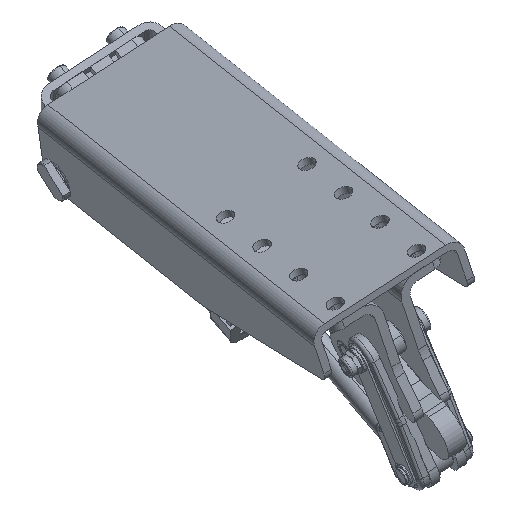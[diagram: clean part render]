
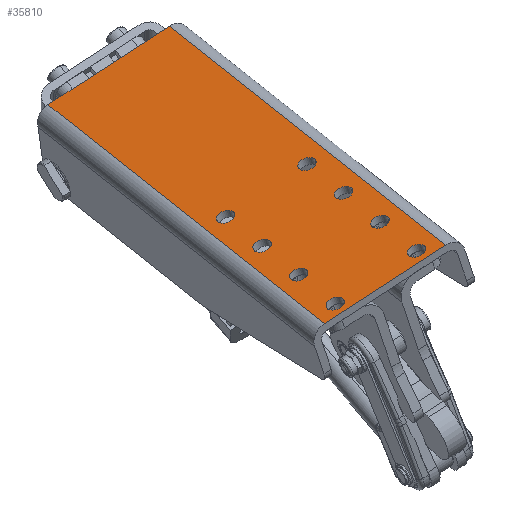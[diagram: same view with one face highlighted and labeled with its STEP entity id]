
A CAD part, top view. The second image highlights one B-rep face of the part: STEP entity #35810.
In plain terms, the highlighted planar face has unit normal (-0.253, 0.738, 0.626).
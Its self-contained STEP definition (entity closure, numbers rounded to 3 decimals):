
#13615=CARTESIAN_POINT('',(166.728,49.645,-176.281));
#13616=VERTEX_POINT('',#13615);
#13625=CARTESIAN_POINT('',(173.548,54.077,-178.749));
#13626=VERTEX_POINT('',#13625);
#13627=CARTESIAN_POINT('',(170.138,51.861,-177.515));
#13628=DIRECTION('',(0.253,-0.737,-0.626));
#13629=DIRECTION('',(-0.802,-0.521,0.29));
#13630=AXIS2_PLACEMENT_3D('',#13627,#13628,#13629);
#13631=CIRCLE('',#13630,4.25);
#13632=EDGE_CURVE('',#13626,#13616,#13631,.T.);
#13678=CARTESIAN_POINT('',(202.837,73.109,-189.344));
#13679=VERTEX_POINT('',#13678);
#13688=CARTESIAN_POINT('',(209.657,77.54,-191.811));
#13689=VERTEX_POINT('',#13688);
#13690=CARTESIAN_POINT('',(206.247,75.325,-190.578));
#13691=DIRECTION('',(0.253,-0.737,-0.626));
#13692=DIRECTION('',(-0.802,-0.521,0.29));
#13693=AXIS2_PLACEMENT_3D('',#13690,#13691,#13692);
#13694=CIRCLE('',#13693,4.25);
#13695=EDGE_CURVE('',#13689,#13679,#13694,.T.);
#13741=CARTESIAN_POINT('',(182.948,36.767,-154.578));
#13742=VERTEX_POINT('',#13741);
#13751=CARTESIAN_POINT('',(189.768,41.199,-157.045));
#13752=VERTEX_POINT('',#13751);
#13753=CARTESIAN_POINT('',(186.358,38.983,-155.811));
#13754=DIRECTION('',(0.253,-0.737,-0.626));
#13755=DIRECTION('',(-0.802,-0.521,0.29));
#13756=AXIS2_PLACEMENT_3D('',#13753,#13754,#13755);
#13757=CIRCLE('',#13756,4.25);
#13758=EDGE_CURVE('',#13752,#13742,#13757,.T.);
#13804=CARTESIAN_POINT('',(219.057,60.23,-167.64));
#13805=VERTEX_POINT('',#13804);
#13814=CARTESIAN_POINT('',(225.877,64.662,-170.108));
#13815=VERTEX_POINT('',#13814);
#13816=CARTESIAN_POINT('',(222.467,62.446,-168.874));
#13817=DIRECTION('',(0.253,-0.737,-0.626));
#13818=DIRECTION('',(-0.802,-0.521,0.29));
#13819=AXIS2_PLACEMENT_3D('',#13816,#13817,#13818);
#13820=CIRCLE('',#13819,4.25);
#13821=EDGE_CURVE('',#13815,#13805,#13820,.T.);
#13867=CARTESIAN_POINT('',(199.168,23.888,-132.874));
#13868=VERTEX_POINT('',#13867);
#13877=CARTESIAN_POINT('',(205.988,28.32,-135.341));
#13878=VERTEX_POINT('',#13877);
#13879=CARTESIAN_POINT('',(202.578,26.104,-134.108));
#13880=DIRECTION('',(0.253,-0.737,-0.626));
#13881=DIRECTION('',(-0.802,-0.521,0.29));
#13882=AXIS2_PLACEMENT_3D('',#13879,#13880,#13881);
#13883=CIRCLE('',#13882,4.25);
#13884=EDGE_CURVE('',#13878,#13868,#13883,.T.);
#13939=CARTESIAN_POINT('',(235.277,47.351,-145.937));
#13940=VERTEX_POINT('',#13939);
#13949=CARTESIAN_POINT('',(242.097,51.783,-148.404));
#13950=VERTEX_POINT('',#13949);
#13951=CARTESIAN_POINT('',(238.687,49.567,-147.17));
#13952=DIRECTION('',(0.253,-0.737,-0.626));
#13953=DIRECTION('',(-0.802,-0.521,0.29));
#13954=AXIS2_PLACEMENT_3D('',#13951,#13952,#13953);
#13955=CIRCLE('',#13954,4.25);
#13956=EDGE_CURVE('',#13950,#13940,#13955,.T.);
#14011=CARTESIAN_POINT('',(215.388,11.009,-111.17));
#14012=VERTEX_POINT('',#14011);
#14021=CARTESIAN_POINT('',(222.208,15.441,-113.638));
#14022=VERTEX_POINT('',#14021);
#14023=CARTESIAN_POINT('',(218.798,13.225,-112.404));
#14024=DIRECTION('',(0.253,-0.737,-0.626));
#14025=DIRECTION('',(-0.802,-0.521,0.29));
#14026=AXIS2_PLACEMENT_3D('',#14023,#14024,#14025);
#14027=CIRCLE('',#14026,4.25);
#14028=EDGE_CURVE('',#14022,#14012,#14027,.T.);
#14083=CARTESIAN_POINT('',(251.497,34.472,-124.233));
#14084=VERTEX_POINT('',#14083);
#14093=CARTESIAN_POINT('',(258.317,38.904,-126.7));
#14094=VERTEX_POINT('',#14093);
#14095=CARTESIAN_POINT('',(254.907,36.688,-125.467));
#14096=DIRECTION('',(0.253,-0.737,-0.626));
#14097=DIRECTION('',(-0.802,-0.521,0.29));
#14098=AXIS2_PLACEMENT_3D('',#14095,#14096,#14097);
#14099=CIRCLE('',#14098,4.25);
#14100=EDGE_CURVE('',#14094,#14084,#14099,.T.);
#35608=CARTESIAN_POINT('',(267.788,39.204,-123.234));
#35609=VERTEX_POINT('',#35608);
#35617=CARTESIAN_POINT('',(214.026,4.27,-103.785));
#35618=VERTEX_POINT('',#35617);
#35619=CARTESIAN_POINT('',(267.788,39.204,-123.234));
#35620=DIRECTION('',(-0.802,-0.521,0.29));
#35621=VECTOR('',#35620,67.);
#35622=LINE('',#35619,#35621);
#35623=EDGE_CURVE('',#35609,#35618,#35622,.T.);
#35650=CARTESIAN_POINT('',(145.011,136.691,-287.521));
#35651=VERTEX_POINT('',#35650);
#35659=CARTESIAN_POINT('',(267.788,39.204,-123.234));
#35660=DIRECTION('',(-0.541,0.429,-0.723));
#35661=VECTOR('',#35660,227.087);
#35662=LINE('',#35659,#35661);
#35663=EDGE_CURVE('',#35609,#35651,#35662,.T.);
#35707=CARTESIAN_POINT('',(176.028,73.252,-200.324));
#35708=DIRECTION('',(0.253,-0.737,-0.626));
#35709=DIRECTION('',(-0.802,-0.521,0.29));
#35710=AXIS2_PLACEMENT_3D('',#35707,#35708,#35709);
#35711=PLANE('',#35710);
#35712=CARTESIAN_POINT('',(91.249,101.757,-268.072));
#35713=VERTEX_POINT('',#35712);
#35714=CARTESIAN_POINT('',(145.011,136.691,-287.521));
#35715=DIRECTION('',(-0.802,-0.521,0.29));
#35716=VECTOR('',#35715,67.);
#35717=LINE('',#35714,#35716);
#35718=EDGE_CURVE('',#35651,#35713,#35717,.T.);
#35719=ORIENTED_EDGE('',*,*,#35718,.T.);
#35720=CARTESIAN_POINT('',(91.249,101.757,-268.072));
#35721=DIRECTION('',(0.541,-0.429,0.723));
#35722=VECTOR('',#35721,227.087);
#35723=LINE('',#35720,#35722);
#35724=EDGE_CURVE('',#35713,#35618,#35723,.T.);
#35725=ORIENTED_EDGE('',*,*,#35724,.T.);
#35726=ORIENTED_EDGE('',*,*,#35623,.F.);
#35727=ORIENTED_EDGE('',*,*,#35663,.T.);
#35728=EDGE_LOOP('',(#35719,#35725,#35726,#35727));
#35729=FACE_OUTER_BOUND('',#35728,.T.);
#35730=ORIENTED_EDGE('',*,*,#13632,.T.);
#35731=CARTESIAN_POINT('',(170.138,51.861,-177.515));
#35732=DIRECTION('',(0.253,-0.737,-0.626));
#35733=DIRECTION('',(-0.802,-0.521,0.29));
#35734=AXIS2_PLACEMENT_3D('',#35731,#35732,#35733);
#35735=CIRCLE('',#35734,4.25);
#35736=EDGE_CURVE('',#13616,#13626,#35735,.T.);
#35737=ORIENTED_EDGE('',*,*,#35736,.T.);
#35738=EDGE_LOOP('',(#35730,#35737));
#35739=FACE_BOUND('',#35738,.T.);
#35740=ORIENTED_EDGE('',*,*,#13695,.T.);
#35741=CARTESIAN_POINT('',(206.247,75.325,-190.578));
#35742=DIRECTION('',(0.253,-0.737,-0.626));
#35743=DIRECTION('',(-0.802,-0.521,0.29));
#35744=AXIS2_PLACEMENT_3D('',#35741,#35742,#35743);
#35745=CIRCLE('',#35744,4.25);
#35746=EDGE_CURVE('',#13679,#13689,#35745,.T.);
#35747=ORIENTED_EDGE('',*,*,#35746,.T.);
#35748=EDGE_LOOP('',(#35740,#35747));
#35749=FACE_BOUND('',#35748,.T.);
#35750=ORIENTED_EDGE('',*,*,#13758,.T.);
#35751=CARTESIAN_POINT('',(186.358,38.983,-155.811));
#35752=DIRECTION('',(0.253,-0.737,-0.626));
#35753=DIRECTION('',(-0.802,-0.521,0.29));
#35754=AXIS2_PLACEMENT_3D('',#35751,#35752,#35753);
#35755=CIRCLE('',#35754,4.25);
#35756=EDGE_CURVE('',#13742,#13752,#35755,.T.);
#35757=ORIENTED_EDGE('',*,*,#35756,.T.);
#35758=EDGE_LOOP('',(#35750,#35757));
#35759=FACE_BOUND('',#35758,.T.);
#35760=ORIENTED_EDGE('',*,*,#13821,.T.);
#35761=CARTESIAN_POINT('',(222.467,62.446,-168.874));
#35762=DIRECTION('',(0.253,-0.737,-0.626));
#35763=DIRECTION('',(-0.802,-0.521,0.29));
#35764=AXIS2_PLACEMENT_3D('',#35761,#35762,#35763);
#35765=CIRCLE('',#35764,4.25);
#35766=EDGE_CURVE('',#13805,#13815,#35765,.T.);
#35767=ORIENTED_EDGE('',*,*,#35766,.T.);
#35768=EDGE_LOOP('',(#35760,#35767));
#35769=FACE_BOUND('',#35768,.T.);
#35770=ORIENTED_EDGE('',*,*,#13884,.T.);
#35771=CARTESIAN_POINT('',(202.578,26.104,-134.108));
#35772=DIRECTION('',(0.253,-0.737,-0.626));
#35773=DIRECTION('',(-0.802,-0.521,0.29));
#35774=AXIS2_PLACEMENT_3D('',#35771,#35772,#35773);
#35775=CIRCLE('',#35774,4.25);
#35776=EDGE_CURVE('',#13868,#13878,#35775,.T.);
#35777=ORIENTED_EDGE('',*,*,#35776,.T.);
#35778=EDGE_LOOP('',(#35770,#35777));
#35779=FACE_BOUND('',#35778,.T.);
#35780=ORIENTED_EDGE('',*,*,#13956,.T.);
#35781=CARTESIAN_POINT('',(238.687,49.567,-147.17));
#35782=DIRECTION('',(0.253,-0.737,-0.626));
#35783=DIRECTION('',(-0.802,-0.521,0.29));
#35784=AXIS2_PLACEMENT_3D('',#35781,#35782,#35783);
#35785=CIRCLE('',#35784,4.25);
#35786=EDGE_CURVE('',#13940,#13950,#35785,.T.);
#35787=ORIENTED_EDGE('',*,*,#35786,.T.);
#35788=EDGE_LOOP('',(#35780,#35787));
#35789=FACE_BOUND('',#35788,.T.);
#35790=ORIENTED_EDGE('',*,*,#14028,.T.);
#35791=CARTESIAN_POINT('',(218.798,13.225,-112.404));
#35792=DIRECTION('',(0.253,-0.737,-0.626));
#35793=DIRECTION('',(-0.802,-0.521,0.29));
#35794=AXIS2_PLACEMENT_3D('',#35791,#35792,#35793);
#35795=CIRCLE('',#35794,4.25);
#35796=EDGE_CURVE('',#14012,#14022,#35795,.T.);
#35797=ORIENTED_EDGE('',*,*,#35796,.T.);
#35798=EDGE_LOOP('',(#35790,#35797));
#35799=FACE_BOUND('',#35798,.T.);
#35800=ORIENTED_EDGE('',*,*,#14100,.T.);
#35801=CARTESIAN_POINT('',(254.907,36.688,-125.467));
#35802=DIRECTION('',(0.253,-0.737,-0.626));
#35803=DIRECTION('',(-0.802,-0.521,0.29));
#35804=AXIS2_PLACEMENT_3D('',#35801,#35802,#35803);
#35805=CIRCLE('',#35804,4.25);
#35806=EDGE_CURVE('',#14084,#14094,#35805,.T.);
#35807=ORIENTED_EDGE('',*,*,#35806,.T.);
#35808=EDGE_LOOP('',(#35800,#35807));
#35809=FACE_BOUND('',#35808,.T.);
#35810=ADVANCED_FACE('',(#35729,#35739,#35749,#35759,#35769,#35779,#35789,#35799,#35809),#35711,.F.);
